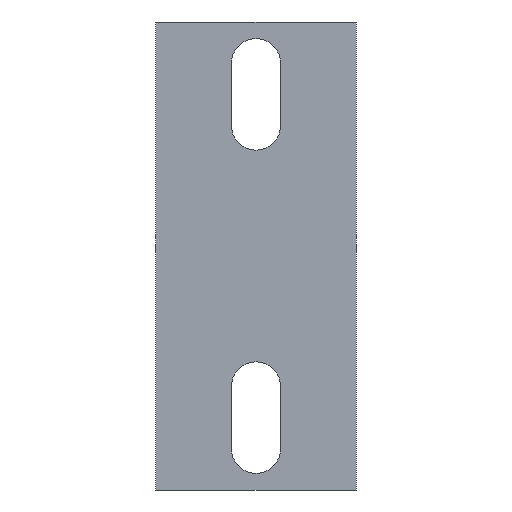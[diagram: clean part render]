
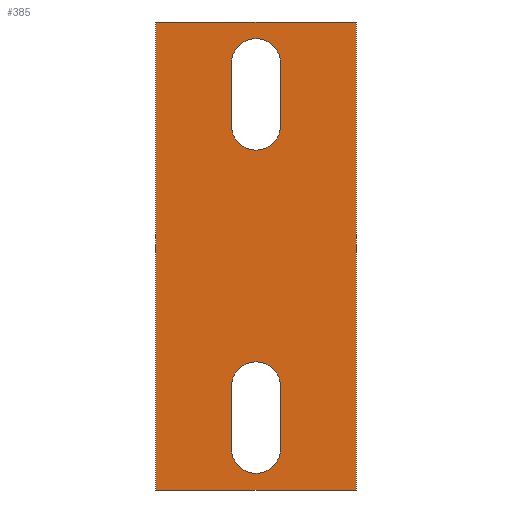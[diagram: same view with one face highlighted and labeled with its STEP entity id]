
A CAD part, front view. The second image highlights one B-rep face of the part: STEP entity #385.
In plain terms, the highlighted planar face has unit normal (0, -1, 0).
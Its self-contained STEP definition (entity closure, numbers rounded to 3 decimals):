
#385 = ADVANCED_FACE( '', ( #777, #778, #779 ), #780, .T. );
#777 = FACE_BOUND( '', #1172, .T. );
#778 = FACE_BOUND( '', #1173, .T. );
#779 = FACE_OUTER_BOUND( '', #1174, .T. );
#780 = PLANE( '', #1175 );
#1172 = EDGE_LOOP( '', ( #2331, #2332, #2333, #2334 ) );
#1173 = EDGE_LOOP( '', ( #2335, #2336, #2337, #2338 ) );
#1174 = EDGE_LOOP( '', ( #2339, #2340, #2341, #2342 ) );
#1175 = AXIS2_PLACEMENT_3D( '', #2343, #2344, #2345 );
#2331 = ORIENTED_EDGE( '', *, *, #2562, .F. );
#2332 = ORIENTED_EDGE( '', *, *, #2843, .F. );
#2333 = ORIENTED_EDGE( '', *, *, #2638, .F. );
#2334 = ORIENTED_EDGE( '', *, *, #2800, .F. );
#2335 = ORIENTED_EDGE( '', *, *, #2706, .F. );
#2336 = ORIENTED_EDGE( '', *, *, #2847, .F. );
#2337 = ORIENTED_EDGE( '', *, *, #2923, .F. );
#2338 = ORIENTED_EDGE( '', *, *, #2643, .F. );
#2339 = ORIENTED_EDGE( '', *, *, #2908, .F. );
#2340 = ORIENTED_EDGE( '', *, *, #2850, .F. );
#2341 = ORIENTED_EDGE( '', *, *, #2616, .T. );
#2342 = ORIENTED_EDGE( '', *, *, #2679, .T. );
#2343 = CARTESIAN_POINT( '', ( -9., 0., -42. ) );
#2344 = DIRECTION( '', ( 0., -1., 0. ) );
#2345 = DIRECTION( '', ( 0., 0., -1. ) );
#2562 = EDGE_CURVE( '', #3139, #3141, #3142, .T. );
#2616 = EDGE_CURVE( '', #3209, #3228, #3230, .T. );
#2638 = EDGE_CURVE( '', #3262, #3264, #3265, .T. );
#2643 = EDGE_CURVE( '', #3271, #3273, #3274, .T. );
#2679 = EDGE_CURVE( '', #3228, #3332, #3335, .T. );
#2706 = EDGE_CURVE( '', #3370, #3271, #3372, .T. );
#2800 = EDGE_CURVE( '', #3141, #3262, #3516, .T. );
#2843 = EDGE_CURVE( '', #3264, #3139, #3573, .T. );
#2847 = EDGE_CURVE( '', #3577, #3370, #3579, .T. );
#2850 = EDGE_CURVE( '', #3209, #3581, #3583, .T. );
#2908 = EDGE_CURVE( '', #3581, #3332, #3654, .T. );
#2923 = EDGE_CURVE( '', #3273, #3577, #3670, .T. );
#3139 = VERTEX_POINT( '', #3958 );
#3141 = VERTEX_POINT( '', #3961 );
#3142 = LINE( '', #3962, #3963 );
#3209 = VERTEX_POINT( '', #4068 );
#3228 = VERTEX_POINT( '', #4094 );
#3230 = LINE( '', #4097, #4098 );
#3262 = VERTEX_POINT( '', #4143 );
#3264 = VERTEX_POINT( '', #4146 );
#3265 = LINE( '', #4147, #4148 );
#3271 = VERTEX_POINT( '', #4155 );
#3273 = VERTEX_POINT( '', #4158 );
#3274 = CIRCLE( '', #4159, 2.2 );
#3332 = VERTEX_POINT( '', #4242 );
#3335 = LINE( '', #4246, #4247 );
#3370 = VERTEX_POINT( '', #4299 );
#3372 = LINE( '', #4302, #4303 );
#3516 = CIRCLE( '', #4507, 2.2 );
#3573 = CIRCLE( '', #4595, 2.2 );
#3577 = VERTEX_POINT( '', #4599 );
#3579 = CIRCLE( '', #4602, 2.2 );
#3581 = VERTEX_POINT( '', #4604 );
#3583 = LINE( '', #4607, #4608 );
#3654 = LINE( '', #4711, #4712 );
#3670 = LINE( '', #4733, #4734 );
#3958 = CARTESIAN_POINT( '', ( -2.2, 0., -32.7 ) );
#3961 = CARTESIAN_POINT( '', ( -2.2, 0., -38.3 ) );
#3962 = CARTESIAN_POINT( '', ( -2.2, 0., -32.7 ) );
#3963 = VECTOR( '', #4893, 1000. );
#4068 = CARTESIAN_POINT( '', ( -9., 0., -42. ) );
#4094 = CARTESIAN_POINT( '', ( 9., 0., -42. ) );
#4097 = CARTESIAN_POINT( '', ( -9., 0., -42. ) );
#4098 = VECTOR( '', #4949, 1000. );
#4143 = CARTESIAN_POINT( '', ( 2.2, 0., -38.3 ) );
#4146 = CARTESIAN_POINT( '', ( 2.2, 0., -32.7 ) );
#4147 = CARTESIAN_POINT( '', ( 2.2, 0., -38.3 ) );
#4148 = VECTOR( '', #4970, 1000. );
#4155 = CARTESIAN_POINT( '', ( -2.2, 0., -9.3 ) );
#4158 = CARTESIAN_POINT( '', ( 2.2, 0., -9.3 ) );
#4159 = AXIS2_PLACEMENT_3D( '', #4976, #4977, #4978 );
#4242 = CARTESIAN_POINT( '', ( 9., 0., 0. ) );
#4246 = CARTESIAN_POINT( '', ( 9., 0., -42. ) );
#4247 = VECTOR( '', #5008, 1000. );
#4299 = CARTESIAN_POINT( '', ( -2.2, 0., -3.7 ) );
#4302 = CARTESIAN_POINT( '', ( -2.2, 0., -3.7 ) );
#4303 = VECTOR( '', #5033, 1000. );
#4507 = AXIS2_PLACEMENT_3D( '', #5124, #5125, #5126 );
#4595 = AXIS2_PLACEMENT_3D( '', #5176, #5177, #5178 );
#4599 = CARTESIAN_POINT( '', ( 2.2, 0., -3.7 ) );
#4602 = AXIS2_PLACEMENT_3D( '', #5183, #5184, #5185 );
#4604 = CARTESIAN_POINT( '', ( -9., 0., 0. ) );
#4607 = CARTESIAN_POINT( '', ( -9., 0., -42. ) );
#4608 = VECTOR( '', #5187, 1000. );
#4711 = CARTESIAN_POINT( '', ( -9., 0., 0. ) );
#4712 = VECTOR( '', #5229, 1000. );
#4733 = CARTESIAN_POINT( '', ( 2.2, 0., -9.3 ) );
#4734 = VECTOR( '', #5244, 1000. );
#4893 = DIRECTION( '', ( 0., 0., -1. ) );
#4949 = DIRECTION( '', ( 1., 0., 0. ) );
#4970 = DIRECTION( '', ( 0., 0., 1. ) );
#4976 = CARTESIAN_POINT( '', ( 0., 0., -9.3 ) );
#4977 = DIRECTION( '', ( 0., -1., 0. ) );
#4978 = DIRECTION( '', ( 0., 0., 1. ) );
#5008 = DIRECTION( '', ( 0., 0., 1. ) );
#5033 = DIRECTION( '', ( 0., 0., -1. ) );
#5124 = CARTESIAN_POINT( '', ( 0., 0., -38.3 ) );
#5125 = DIRECTION( '', ( 0., -1., 0. ) );
#5126 = DIRECTION( '', ( 0., 0., 1. ) );
#5176 = CARTESIAN_POINT( '', ( 0., 0., -32.7 ) );
#5177 = DIRECTION( '', ( 0., -1., 0. ) );
#5178 = DIRECTION( '', ( 0., 0., 1. ) );
#5183 = CARTESIAN_POINT( '', ( 0., 0., -3.7 ) );
#5184 = DIRECTION( '', ( 0., -1., 0. ) );
#5185 = DIRECTION( '', ( 0., 0., 1. ) );
#5187 = DIRECTION( '', ( 0., 0., 1. ) );
#5229 = DIRECTION( '', ( 1., 0., 0. ) );
#5244 = DIRECTION( '', ( 0., 0., 1. ) );
